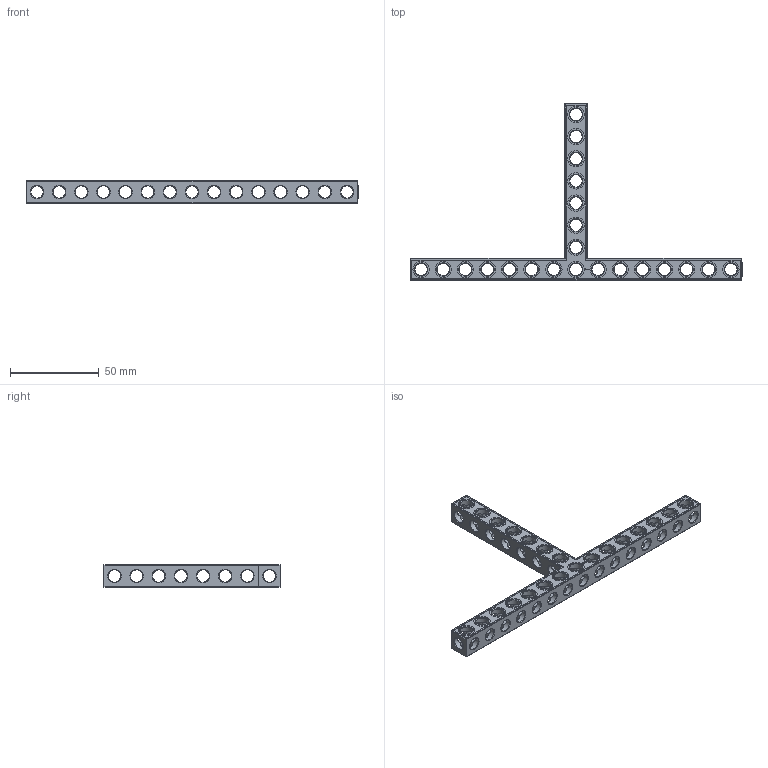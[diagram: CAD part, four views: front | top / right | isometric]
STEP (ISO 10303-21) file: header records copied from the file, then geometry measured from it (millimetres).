
FILE_DESCRIPTION(('FreeCAD Model'),'2;1');
FILE_NAME('Open CASCADE Shape Model','2022-01-28T21:16:02',( 'Paulo Kiefe'),('STEMFIE.org'),'Open CASCADE STEP processor 7.4', 'FreeCAD','Unknown');
FILE_SCHEMA(('AUTOMOTIVE_DESIGN { 1 0 10303 214 1 1 1 1 }'));
Products named in the file (1): Beam_TSH_SYM_ESS_BU15x08x01_-_SPN-BEM-1120_(stemfie.org)
Bounding box: 187.5 x 100 x 12.5 mm (x, y, z)
Volume: 21491.7 mm3; surface area: 19304 mm2
Topology: 1 solids, 1 shells, 756 faces, 2280 edges, 1494 vertices
Faces by surface type: plane 405, cylinder 135, extrusion 124, cone 92
Full cylindrical faces by diameter (mm): 6.98 x16, 7 x97, 9.2 x22
Entity records: 88092 total; most frequent: CARTESIAN_POINT 45341, DIRECTION 6956, VECTOR 4626, ORIENTED_EDGE 4560, PCURVE 4560, DEFINITIONAL_REPRESENTATION 4560, LINE 4502, EDGE_CURVE 2280
